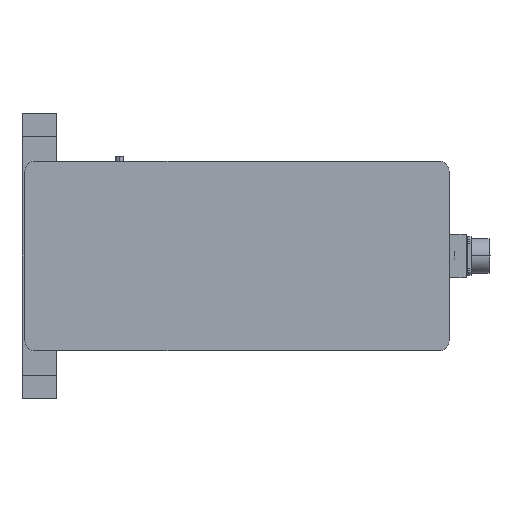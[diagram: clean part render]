
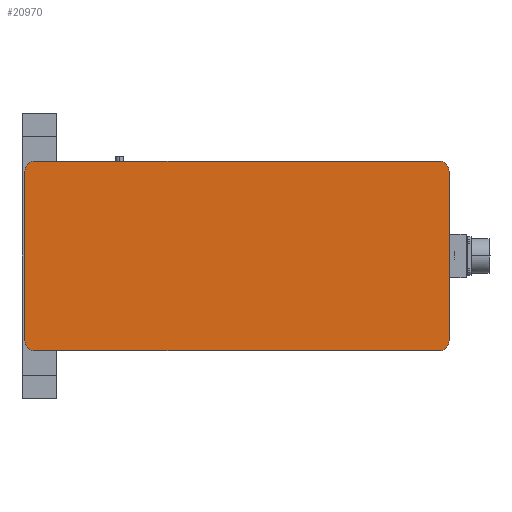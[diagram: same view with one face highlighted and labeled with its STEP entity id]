
A CAD part, front view. The second image highlights one B-rep face of the part: STEP entity #20970.
In plain terms, the highlighted face is planar.
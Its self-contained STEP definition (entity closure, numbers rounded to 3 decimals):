
#682 = CARTESIAN_POINT ( 'NONE',  ( -95.05, 85.05, -239. ) ) ;
#1372 = VERTEX_POINT ( 'NONE', #682 ) ;
#2441 = CARTESIAN_POINT ( 'NONE',  ( 85.05, 85.05, -239. ) ) ;
#4768 = VERTEX_POINT ( 'NONE', #61378 ) ;
#5091 = CARTESIAN_POINT ( 'NONE',  ( -85.05, 85.05, -239. ) ) ;
#7276 = DIRECTION ( 'NONE',  ( 0., 0., -1. ) ) ;
#7461 = VECTOR ( 'NONE', #30820, 1000. ) ;
#8298 = VERTEX_POINT ( 'NONE', #56563 ) ;
#8669 = DIRECTION ( 'NONE',  ( 0., 0., -1. ) ) ;
#8706 = AXIS2_PLACEMENT_3D ( 'NONE', #20373, #51513, #25234 ) ;
#8907 = CARTESIAN_POINT ( 'NONE',  ( -85.05, -330.05, -239. ) ) ;
#12026 = CIRCLE ( 'NONE', #60589, 10. ) ;
#12487 = ORIENTED_EDGE ( 'NONE', *, *, #31441, .T. ) ;
#12502 = CIRCLE ( 'NONE', #26894, 10. ) ;
#12615 = CARTESIAN_POINT ( 'NONE',  ( -95.05, -330.05, -239. ) ) ;
#12726 = EDGE_CURVE ( 'NONE', #64643, #33779, #37467, .T. ) ;
#12844 = DIRECTION ( 'NONE',  ( -1., 0., 0. ) ) ;
#13892 = ORIENTED_EDGE ( 'NONE', *, *, #68282, .T. ) ;
#15388 = ORIENTED_EDGE ( 'NONE', *, *, #66775, .T. ) ;
#15847 = DIRECTION ( 'NONE',  ( 0., 0., -1. ) ) ;
#17343 = PLANE ( 'NONE',  #59226 ) ;
#20373 = CARTESIAN_POINT ( 'NONE',  ( 85.05, -320.05, -239. ) ) ;
#20868 = EDGE_CURVE ( 'NONE', #33779, #53235, #53002, .T. ) ;
#20970 = ADVANCED_FACE ( 'NONE', ( #43299 ), #17343, .T. ) ;
#23459 = VECTOR ( 'NONE', #33356, 1000. ) ;
#23585 = DIRECTION ( 'NONE',  ( -1., 0., 0. ) ) ;
#25234 = DIRECTION ( 'NONE',  ( -1., 0., 0. ) ) ;
#25751 = ORIENTED_EDGE ( 'NONE', *, *, #12726, .T. ) ;
#25887 = DIRECTION ( 'NONE',  ( -1., 0., 0. ) ) ;
#25998 = LINE ( 'NONE', #67499, #7461 ) ;
#26360 = AXIS2_PLACEMENT_3D ( 'NONE', #5091, #15847, #25887 ) ;
#26374 = CARTESIAN_POINT ( 'NONE',  ( 95.05, -330.05, -239. ) ) ;
#26894 = AXIS2_PLACEMENT_3D ( 'NONE', #2441, #8669, #23585 ) ;
#27736 = CARTESIAN_POINT ( 'NONE',  ( 0., 0., -239. ) ) ;
#28494 = EDGE_CURVE ( 'NONE', #53235, #8298, #12026, .T. ) ;
#28564 = CIRCLE ( 'NONE', #26360, 10. ) ;
#29081 = EDGE_CURVE ( 'NONE', #4768, #62600, #25998, .T. ) ;
#30820 = DIRECTION ( 'NONE',  ( 1., 0., 0. ) ) ;
#30862 = DIRECTION ( 'NONE',  ( -1., 0., 0. ) ) ;
#31441 = EDGE_CURVE ( 'NONE', #1372, #4768, #28564, .T. ) ;
#31538 = CARTESIAN_POINT ( 'NONE',  ( 95.05, -320.05, -239. ) ) ;
#32392 = LINE ( 'NONE', #58993, #35948 ) ;
#32728 = DIRECTION ( 'NONE',  ( 0., -1., 0. ) ) ;
#33356 = DIRECTION ( 'NONE',  ( 0., 1., 0. ) ) ;
#33779 = VERTEX_POINT ( 'NONE', #61558 ) ;
#35948 = VECTOR ( 'NONE', #32728, 1000. ) ;
#37467 = CIRCLE ( 'NONE', #8706, 10. ) ;
#42761 = CARTESIAN_POINT ( 'NONE',  ( -85.05, -320.05, -239. ) ) ;
#43299 = FACE_OUTER_BOUND ( 'NONE', #61932, .T. ) ;
#44101 = DIRECTION ( 'NONE',  ( -1., 0., 0. ) ) ;
#44570 = ORIENTED_EDGE ( 'NONE', *, *, #57376, .T. ) ;
#44984 = ORIENTED_EDGE ( 'NONE', *, *, #20868, .T. ) ;
#45246 = ORIENTED_EDGE ( 'NONE', *, *, #29081, .T. ) ;
#48951 = DIRECTION ( 'NONE',  ( 0., 0., -1. ) ) ;
#51513 = DIRECTION ( 'NONE',  ( 0., 0., -1. ) ) ;
#53002 = LINE ( 'NONE', #26374, #59277 ) ;
#53235 = VERTEX_POINT ( 'NONE', #8907 ) ;
#55466 = LINE ( 'NONE', #12615, #23459 ) ;
#56563 = CARTESIAN_POINT ( 'NONE',  ( -95.05, -320.05, -239. ) ) ;
#57376 = EDGE_CURVE ( 'NONE', #63544, #64643, #32392, .T. ) ;
#58993 = CARTESIAN_POINT ( 'NONE',  ( 95.05, 95.05, -239. ) ) ;
#59226 = AXIS2_PLACEMENT_3D ( 'NONE', #27736, #7276, #12844 ) ;
#59277 = VECTOR ( 'NONE', #30862, 1000. ) ;
#60589 = AXIS2_PLACEMENT_3D ( 'NONE', #42761, #48951, #44101 ) ;
#61378 = CARTESIAN_POINT ( 'NONE',  ( -85.05, 95.05, -239. ) ) ;
#61558 = CARTESIAN_POINT ( 'NONE',  ( 85.05, -330.05, -239. ) ) ;
#61932 = EDGE_LOOP ( 'NONE', ( #15388, #12487, #45246, #13892, #44570, #25751, #44984, #62352 ) ) ;
#62352 = ORIENTED_EDGE ( 'NONE', *, *, #28494, .T. ) ;
#62551 = CARTESIAN_POINT ( 'NONE',  ( 85.05, 95.05, -239. ) ) ;
#62600 = VERTEX_POINT ( 'NONE', #62551 ) ;
#63544 = VERTEX_POINT ( 'NONE', #64951 ) ;
#64643 = VERTEX_POINT ( 'NONE', #31538 ) ;
#64951 = CARTESIAN_POINT ( 'NONE',  ( 95.05, 85.05, -239. ) ) ;
#66775 = EDGE_CURVE ( 'NONE', #8298, #1372, #55466, .T. ) ;
#67499 = CARTESIAN_POINT ( 'NONE',  ( -95.05, 95.05, -239. ) ) ;
#68282 = EDGE_CURVE ( 'NONE', #62600, #63544, #12502, .T. ) ;
